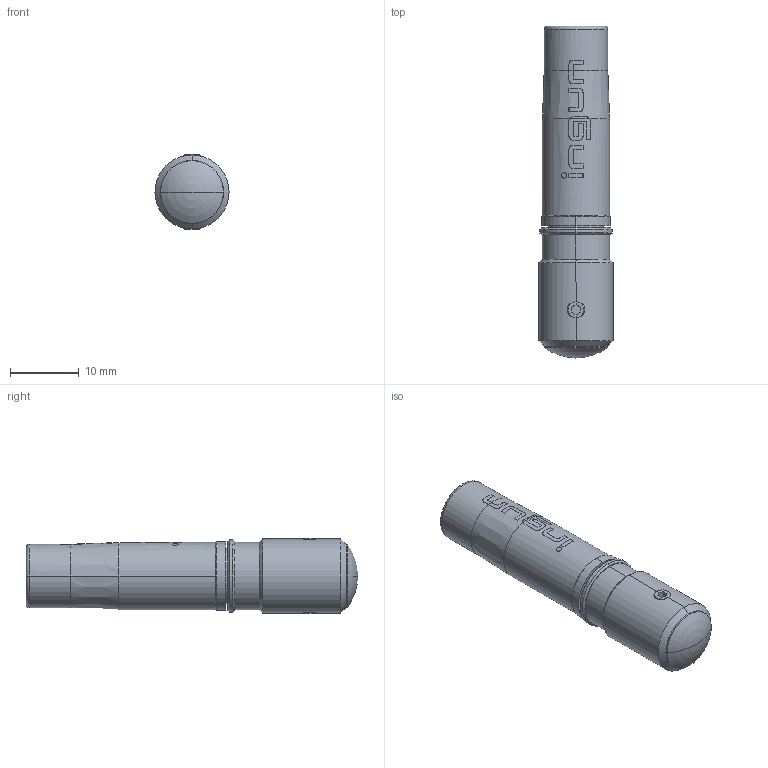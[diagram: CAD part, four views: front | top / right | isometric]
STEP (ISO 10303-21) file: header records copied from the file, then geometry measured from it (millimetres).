
FILE_DESCRIPTION (( 'STEP AP203' ), '1' );
FILE_NAME ('INGUN_DW-5-S.STEP', '2021-10-19T09:06:08', ( 'ochi' ), ( '' ), 'SwSTEP 2.0', 'SolidWorks 2018', '' );
FILE_SCHEMA (( 'CONFIG_CONTROL_DESIGN' ));
Length unit declared in the file: millimetre
Products named in the file (1): INGUN_DW-5-S
Bounding box: 10.75 x 48.2 x 10.75 mm (x, y, z)
Volume: 2997.1 mm3; surface area: 2263.1 mm2
Topology: 1 solids, 1 shells, 156 faces, 380 edges, 237 vertices
Faces by surface type: bspline 66, plane 34, cylinder 29, cone 21, torus 6
Entity records: 6344 total; most frequent: CARTESIAN_POINT 3193, ORIENTED_EDGE 756, DIRECTION 418, EDGE_CURVE 378, VERTEX_POINT 237, B_SPLINE_CURVE_WITH_KNOTS 216, EDGE_LOOP 169, AXIS2_PLACEMENT_3D 165
